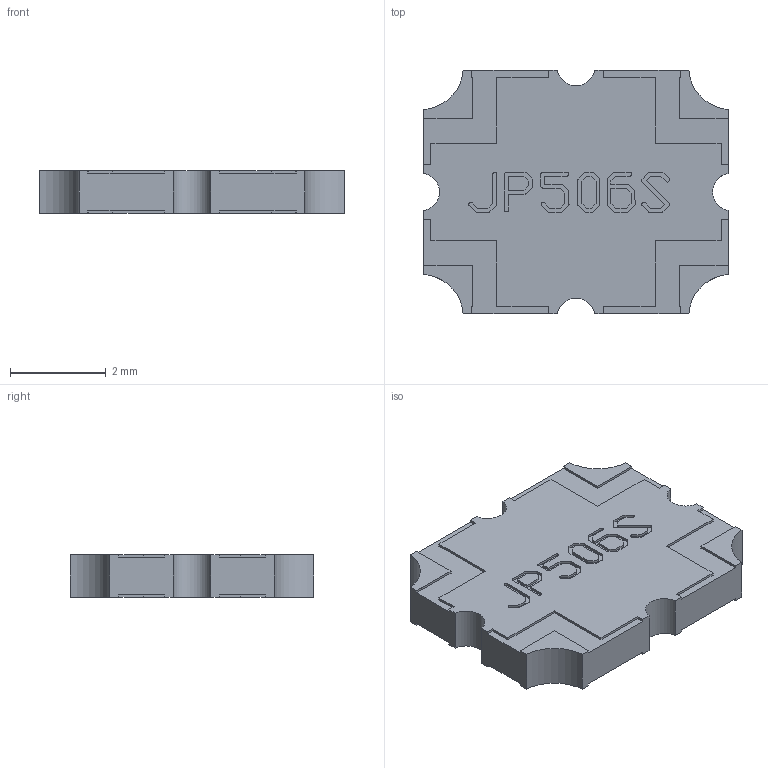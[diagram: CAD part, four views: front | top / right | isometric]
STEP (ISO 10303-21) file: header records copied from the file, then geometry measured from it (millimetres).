
FILE_DESCRIPTION (( 'STEP AP203' ), '1' );
FILE_NAME ('JP506S.STEP', '2025-05-21T10:40:19', ( '' ), ( '' ), 'SwSTEP 2.0', 'SolidWorks 2023', '' );
FILE_SCHEMA (( 'CONFIG_CONTROL_DESIGN' ));
Length unit declared in the file: inch
Products named in the file (1): JP506S
Bounding box: 6.35 x 5.08 x 0.89 mm (x, y, z)
Volume: 25.4 mm3; surface area: 83.1 mm2
Topology: 1 solids, 1 shells, 451 faces, 1293 edges, 862 vertices
Faces by surface type: plane 328, cylinder 123
Entity records: 14752 total; most frequent: CARTESIAN_POINT 2607, ORIENTED_EDGE 2586, DIRECTION 2443, EDGE_CURVE 1293, LINE 1047, VECTOR 1047, VERTEX_POINT 862, AXIS2_PLACEMENT_3D 698
